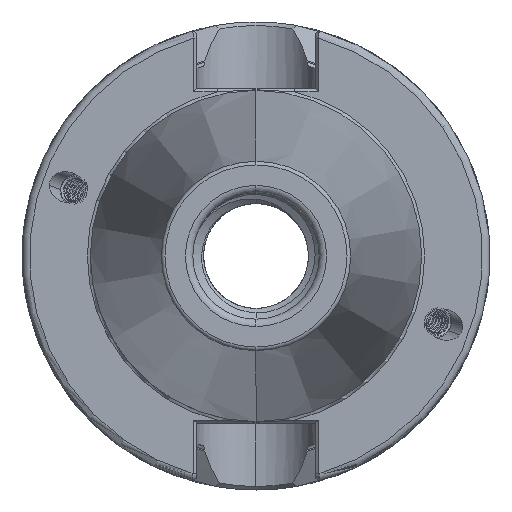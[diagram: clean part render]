
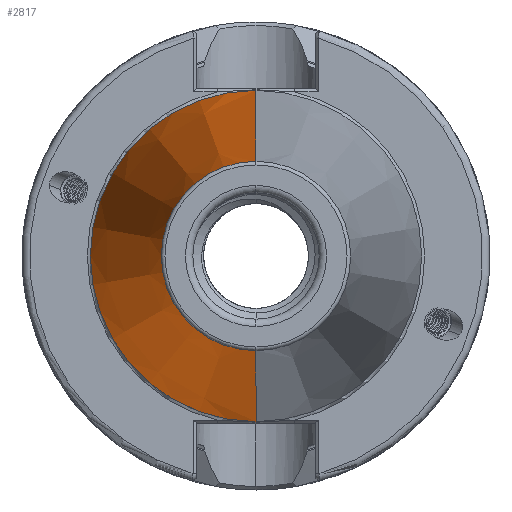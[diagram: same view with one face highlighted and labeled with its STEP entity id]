
A CAD part, left-side view. The second image highlights one B-rep face of the part: STEP entity #2817.
In plain terms, the highlighted conical face has half-angle 8.297 degrees and reference radius 22.298 mm.
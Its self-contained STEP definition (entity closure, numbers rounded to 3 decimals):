
#18 = EDGE_CURVE ( 'NONE', #8310, #8285, #1256, .T. ) ;
#754 = EDGE_CURVE ( 'NONE', #8302, #8420, #5539, .T. ) ;
#800 = EDGE_CURVE ( 'NONE', #8302, #8310, #8627, .T. ) ;
#816 = EDGE_CURVE ( 'NONE', #8420, #8285, #8636, .T. ) ;
#1256 = CIRCLE ( 'NONE', #5646, 22.298 ) ;
#2185 = AXIS2_PLACEMENT_3D ( 'NONE', #18014, #18011, #18008 ) ;
#2282 = AXIS2_PLACEMENT_3D ( 'NONE', #11935, #11939, #11918 ) ;
#2817 = ADVANCED_FACE ( 'NONE', ( #25357 ), #25369, .T. ) ;
#5196 = EDGE_LOOP ( 'NONE', ( #12902, #12931, #12921, #12925 ) ) ;
#5539 = CIRCLE ( 'NONE', #2185, 12.75 ) ;
#5646 = AXIS2_PLACEMENT_3D ( 'NONE', #14345, #14350, #14343 ) ;
#7388 = CARTESIAN_POINT ( 'NONE',  ( -1.5, 0., -22.298 ) ) ;
#7397 = CARTESIAN_POINT ( 'NONE',  ( -1.5, 0., 22.298 ) ) ;
#7446 = CARTESIAN_POINT ( 'NONE',  ( -66.972, 0., -12.75 ) ) ;
#7516 = CARTESIAN_POINT ( 'NONE',  ( -66.972, 0., 12.75 ) ) ;
#8285 = VERTEX_POINT ( 'NONE', #7397 ) ;
#8302 = VERTEX_POINT ( 'NONE', #7446 ) ;
#8310 = VERTEX_POINT ( 'NONE', #7388 ) ;
#8420 = VERTEX_POINT ( 'NONE', #7516 ) ;
#8627 = LINE ( 'NONE', #18299, #8628 ) ;
#8628 = VECTOR ( 'NONE', #18301, 1000. ) ;
#8636 = LINE ( 'NONE', #18411, #8648 ) ;
#8648 = VECTOR ( 'NONE', #18444, 1000. ) ;
#11918 = DIRECTION ( 'NONE',  ( 0., 0., -1. ) ) ;
#11935 = CARTESIAN_POINT ( 'NONE',  ( -1.5, 0., 0. ) ) ;
#11939 = DIRECTION ( 'NONE',  ( 1., 0., 0. ) ) ;
#12902 = ORIENTED_EDGE ( 'NONE', *, *, #754, .T. ) ;
#12921 = ORIENTED_EDGE ( 'NONE', *, *, #18, .F. ) ;
#12925 = ORIENTED_EDGE ( 'NONE', *, *, #800, .F. ) ;
#12931 = ORIENTED_EDGE ( 'NONE', *, *, #816, .T. ) ;
#14343 = DIRECTION ( 'NONE',  ( 0., 0., -1. ) ) ;
#14345 = CARTESIAN_POINT ( 'NONE',  ( -1.5, 0., 0. ) ) ;
#14350 = DIRECTION ( 'NONE',  ( 1., 0., 0. ) ) ;
#18008 = DIRECTION ( 'NONE',  ( 0., 0., -1. ) ) ;
#18011 = DIRECTION ( 'NONE',  ( 1., 0., 0. ) ) ;
#18014 = CARTESIAN_POINT ( 'NONE',  ( -66.972, 0., 0. ) ) ;
#18299 = CARTESIAN_POINT ( 'NONE',  ( -1.5, 0., -22.298 ) ) ;
#18301 = DIRECTION ( 'NONE',  ( 0.99, 0., -0.144 ) ) ;
#18411 = CARTESIAN_POINT ( 'NONE',  ( -1.5, 0., 22.298 ) ) ;
#18444 = DIRECTION ( 'NONE',  ( 0.99, 0., 0.144 ) ) ;
#25357 = FACE_OUTER_BOUND ( 'NONE', #5196, .T. ) ;
#25369 = CONICAL_SURFACE ( 'NONE', #2282, 22.298, 0.145 ) ;
